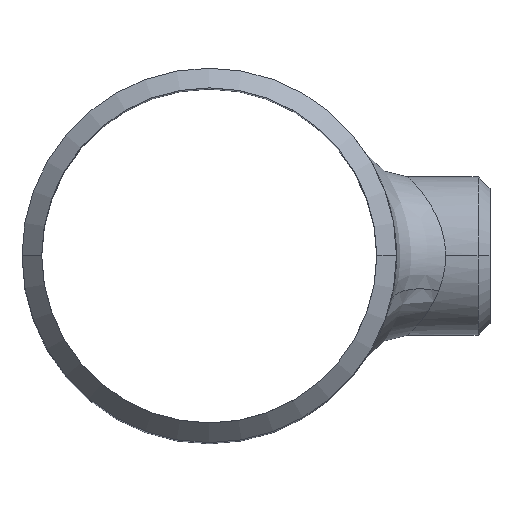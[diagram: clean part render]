
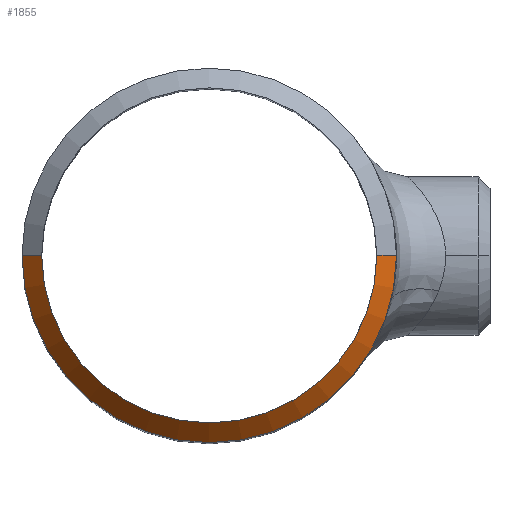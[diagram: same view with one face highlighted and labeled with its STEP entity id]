
A CAD part, top view. The second image highlights one B-rep face of the part: STEP entity #1855.
In plain terms, the highlighted conical face has half-angle 45 degrees and reference radius 51.15 mm.
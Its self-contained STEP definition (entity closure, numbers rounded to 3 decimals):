
#13 = DIRECTION ( 'NONE',  ( 0., 0., 1. ) ) ;
#67 = VECTOR ( 'NONE', #756, 1000. ) ;
#192 = VERTEX_POINT ( 'NONE', #2037 ) ;
#283 = VECTOR ( 'NONE', #311, 1000. ) ;
#311 = DIRECTION ( 'NONE',  ( 0.707, 0., -0.707 ) ) ;
#365 = VERTEX_POINT ( 'NONE', #2104 ) ;
#452 = CARTESIAN_POINT ( 'NONE',  ( 0., 0., 104.8 ) ) ;
#535 = DIRECTION ( 'NONE',  ( 1., 0., 0. ) ) ;
#567 = ORIENTED_EDGE ( 'NONE', *, *, #742, .F. ) ;
#635 = EDGE_CURVE ( 'NONE', #1649, #2148, #895, .T. ) ;
#636 = LINE ( 'NONE', #1480, #283 ) ;
#655 = ORIENTED_EDGE ( 'NONE', *, *, #901, .F. ) ;
#742 = EDGE_CURVE ( 'NONE', #365, #192, #636, .T. ) ;
#756 = DIRECTION ( 'NONE',  ( -0.707, 0., -0.707 ) ) ;
#804 = DIRECTION ( 'NONE',  ( 1., 0., 0. ) ) ;
#814 = CARTESIAN_POINT ( 'NONE',  ( 0., 0., 98.8 ) ) ;
#895 = LINE ( 'NONE', #1733, #67 ) ;
#901 = EDGE_CURVE ( 'NONE', #192, #2148, #2127, .T. ) ;
#932 = AXIS2_PLACEMENT_3D ( 'NONE', #1507, #13, #535 ) ;
#957 = DIRECTION ( 'NONE',  ( 0., 0., -1. ) ) ;
#977 = ORIENTED_EDGE ( 'NONE', *, *, #1640, .F. ) ;
#1015 = EDGE_LOOP ( 'NONE', ( #567, #977, #1639, #655 ) ) ;
#1033 = AXIS2_PLACEMENT_3D ( 'NONE', #452, #957, #1762 ) ;
#1192 = CARTESIAN_POINT ( 'NONE',  ( -57.15, 0., 98.8 ) ) ;
#1301 = DIRECTION ( 'NONE',  ( 0., 0., -1. ) ) ;
#1459 = AXIS2_PLACEMENT_3D ( 'NONE', #814, #1301, #804 ) ;
#1480 = CARTESIAN_POINT ( 'NONE',  ( 51.15, 0., 104.8 ) ) ;
#1507 = CARTESIAN_POINT ( 'NONE',  ( 0., 0., 104.8 ) ) ;
#1639 = ORIENTED_EDGE ( 'NONE', *, *, #635, .T. ) ;
#1640 = EDGE_CURVE ( 'NONE', #1649, #365, #2122, .T. ) ;
#1649 = VERTEX_POINT ( 'NONE', #2073 ) ;
#1697 = CONICAL_SURFACE ( 'NONE', #1033, 51.15, 0.785 ) ;
#1733 = CARTESIAN_POINT ( 'NONE',  ( -51.15, 0., 104.8 ) ) ;
#1762 = DIRECTION ( 'NONE',  ( -1., 0., 0. ) ) ;
#1855 = ADVANCED_FACE ( 'NONE', ( #1983 ), #1697, .T. ) ;
#1983 = FACE_OUTER_BOUND ( 'NONE', #1015, .T. ) ;
#2037 = CARTESIAN_POINT ( 'NONE',  ( 57.15, 0., 98.8 ) ) ;
#2073 = CARTESIAN_POINT ( 'NONE',  ( -51.15, 0., 104.8 ) ) ;
#2104 = CARTESIAN_POINT ( 'NONE',  ( 51.15, 0., 104.8 ) ) ;
#2122 = CIRCLE ( 'NONE', #932, 51.15 ) ;
#2127 = CIRCLE ( 'NONE', #1459, 57.15 ) ;
#2148 = VERTEX_POINT ( 'NONE', #1192 ) ;
